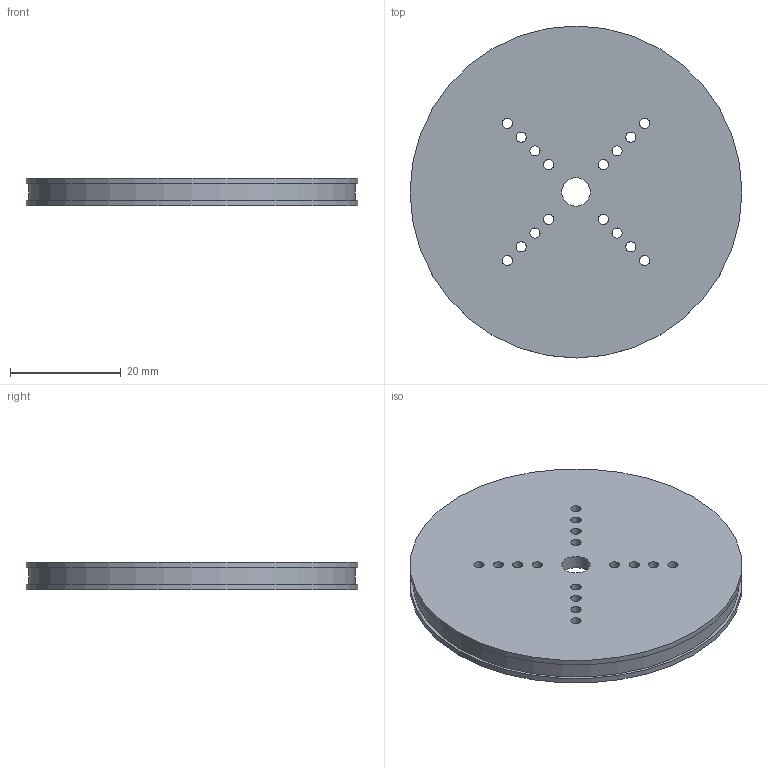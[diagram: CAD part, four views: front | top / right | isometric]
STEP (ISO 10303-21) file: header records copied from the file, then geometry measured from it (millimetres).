
FILE_DESCRIPTION(/* description */ (''),/* implementation_level */ '2;1');
FILE_NAME(/* name */ 'WheelsFS5103R_Wheels1.05 v2.step',/* time_stamp */ '2020-06-06T10:57:53+02:00',/* author */ (''),/* organization */ (''),/* preprocessor_version */ 'ST-DEVELOPER v18.1',/* originating_system */ 'Autodesk Translation Framework v9.3.0.1241',/* authorisation */ '');
FILE_SCHEMA (('AUTOMOTIVE_DESIGN { 1 0 10303 214 3 1 1 }'));
Length unit declared in the file: millimetre
Products named in the file (2): WheelsFS5103R_Wheels1.05; Wheel
Assembly tree (1 placements, depth 2):
  WheelsFS5103R_Wheels1.05
    Wheel
Bounding box: 60 x 60 x 5 mm (x, y, z)
Volume: 12314.6 mm3; surface area: 7308.9 mm2
Topology: 1 solids, 1 shells, 68 faces, 186 edges, 124 vertices
Faces by surface type: cylinder 28, plane 21, bspline 19
Full cylindrical faces by diameter (mm): 1.837 x16, 5.145 x1, 59 x1, 60 x2
Entity records: 2477 total; most frequent: CARTESIAN_POINT 704, ORIENTED_EDGE 372, DIRECTION 308, EDGE_CURVE 186, VERTEX_POINT 124, AXIS2_PLACEMENT_3D 108, EDGE_LOOP 106, LINE 92
